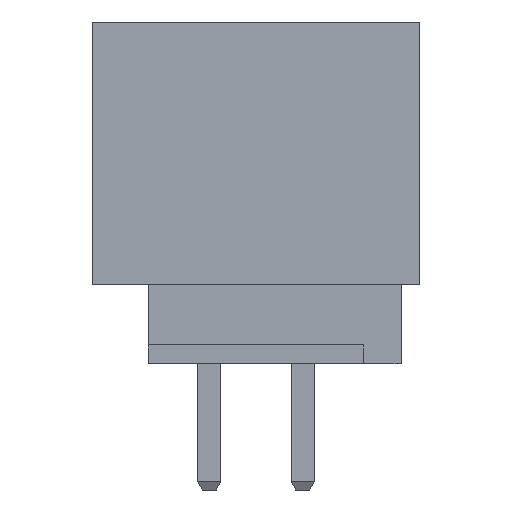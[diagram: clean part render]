
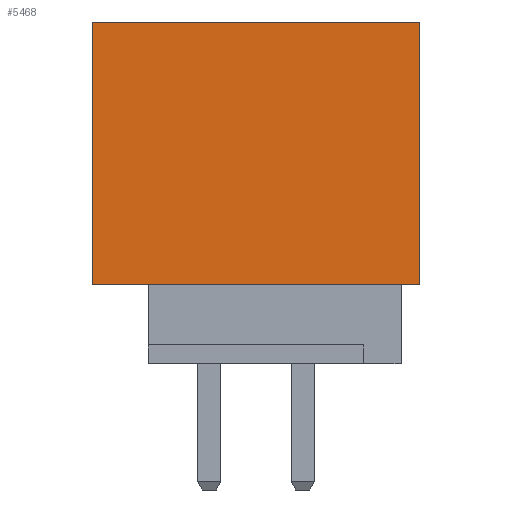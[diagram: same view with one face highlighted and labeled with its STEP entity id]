
A CAD part, left-side view. The second image highlights one B-rep face of the part: STEP entity #5468.
In plain terms, the highlighted planar face has unit normal (-1, 0, 0).
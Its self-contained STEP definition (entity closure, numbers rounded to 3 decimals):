
#5166=CARTESIAN_POINT('',(-10.16,-4.445,9.271));
#5167=VERTEX_POINT('',#5166);
#5174=CARTESIAN_POINT('',(-10.16,-4.445,2.159));
#5175=VERTEX_POINT('',#5174);
#5176=CARTESIAN_POINT('',(-10.16,-4.445,9.271));
#5177=DIRECTION('',(0.0,0.0,-1.0));
#5178=VECTOR('',#5177,7.112);
#5179=LINE('',#5176,#5178);
#5180=EDGE_CURVE('',#5167,#5175,#5179,.T.);
#5414=CARTESIAN_POINT('',(-10.16,4.445,9.271));
#5415=VERTEX_POINT('',#5414);
#5430=CARTESIAN_POINT('',(-10.16,4.445,2.159));
#5431=VERTEX_POINT('',#5430);
#5438=CARTESIAN_POINT('',(-10.16,4.445,9.271));
#5439=DIRECTION('',(0.0,0.0,-1.0));
#5440=VECTOR('',#5439,7.112);
#5441=LINE('',#5438,#5440);
#5442=EDGE_CURVE('',#5415,#5431,#5441,.T.);
#5447=CARTESIAN_POINT('',(-10.16,4.889,9.627));
#5448=DIRECTION('',(-1.0,0.0,0.0));
#5449=DIRECTION('',(0.0,-1.0,0.0));
#5450=AXIS2_PLACEMENT_3D('',#5447,#5448,#5449);
#5451=PLANE('',#5450);
#5452=CARTESIAN_POINT('',(-10.16,4.445,2.159));
#5453=DIRECTION('',(0.0,-1.0,0.0));
#5454=VECTOR('',#5453,8.89);
#5455=LINE('',#5452,#5454);
#5456=EDGE_CURVE('',#5431,#5175,#5455,.T.);
#5457=ORIENTED_EDGE('',*,*,#5456,.T.);
#5458=ORIENTED_EDGE('',*,*,#5180,.F.);
#5459=CARTESIAN_POINT('',(-10.16,4.445,9.271));
#5460=DIRECTION('',(0.0,-1.0,0.0));
#5461=VECTOR('',#5460,8.89);
#5462=LINE('',#5459,#5461);
#5463=EDGE_CURVE('',#5415,#5167,#5462,.T.);
#5464=ORIENTED_EDGE('',*,*,#5463,.F.);
#5465=ORIENTED_EDGE('',*,*,#5442,.T.);
#5466=EDGE_LOOP('',(#5457,#5458,#5464,#5465));
#5467=FACE_OUTER_BOUND('',#5466,.T.);
#5468=ADVANCED_FACE('',(#5467),#5451,.T.);
